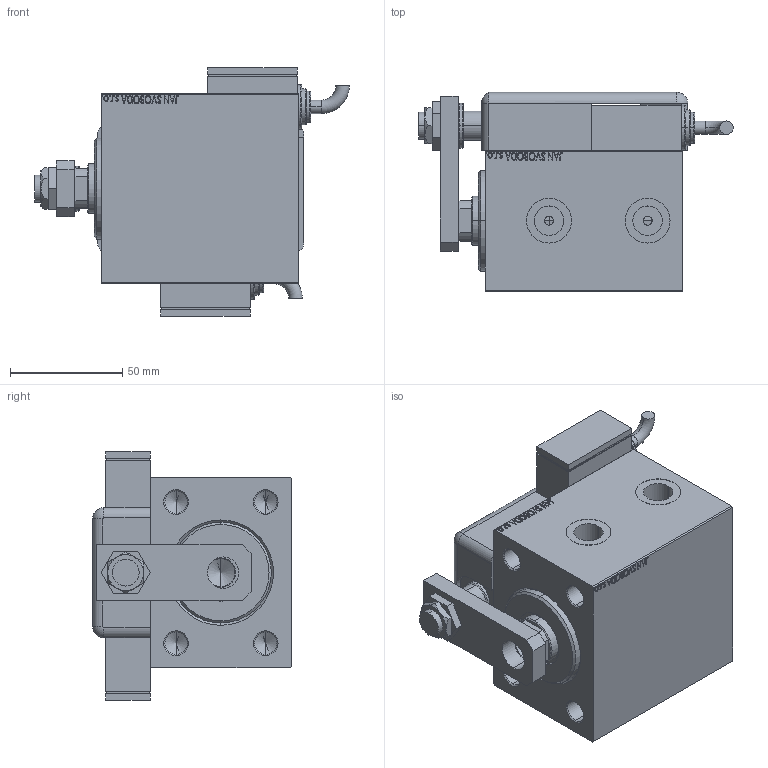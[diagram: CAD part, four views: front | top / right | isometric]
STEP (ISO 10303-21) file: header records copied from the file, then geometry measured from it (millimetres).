
FILE_DESCRIPTION (( 'STEP AP203' ), '1' );
FILE_NAME ('66f8.STEP', '2021-03-18T19:42:03', ( '' ), ( '' ), 'SwSTEP 2.0', 'SolidWorks 2019', '' );
FILE_SCHEMA (( 'CONFIG_CONTROL_DESIGN' ));
Length unit declared in the file: millimetre
Products named in the file (13): SWITCH_Q_FRONT_BACK 2927a331331c9fe836758b11b8bc38fe; TYC 2927a331331c9fe836758b11b8bc38fe; NUT_D19 2927a331331c9fe836758b11b8bc38fe; 66f8; ZARAZKA_Q 2927a331331c9fe836758b11b8bc38fe; KRYT 2927a331331c9fe836758b11b8bc38fe; SWITCH DIM A_G 2927a331331c9fe836758b11b8bc38fe; V450CM_B_VCP 2927a331331c9fe836758b11b8bc38fe; V450CM_VC_B 2927a331331c9fe836758b11b8bc38fe; MAGNETIC SWITCH Q 2927a331331c9fe836758b11b8bc38fe; V450CM_B 2927a331331c9fe836758b11b8bc38fe; NUT_D13 2927a331331c9fe836758b11b8bc38fe; SWITCH Q 2927a331331c9fe836758b11b8bc38fe
Assembly tree (13 placements, depth 3):
  66f8
    V450CM_B 2927a331331c9fe836758b11b8bc38fe
    V450CM_B_VCP 2927a331331c9fe836758b11b8bc38fe
    V450CM_VC_B 2927a331331c9fe836758b11b8bc38fe
    MAGNETIC SWITCH Q 2927a331331c9fe836758b11b8bc38fe
      SWITCH_Q_FRONT_BACK 2927a331331c9fe836758b11b8bc38fe
      TYC 2927a331331c9fe836758b11b8bc38fe
      ZARAZKA_Q 2927a331331c9fe836758b11b8bc38fe
      SWITCH DIM A_G 2927a331331c9fe836758b11b8bc38fe
      NUT_D19 2927a331331c9fe836758b11b8bc38fe
      NUT_D13 2927a331331c9fe836758b11b8bc38fe
      KRYT 2927a331331c9fe836758b11b8bc38fe
      SWITCH Q 2927a331331c9fe836758b11b8bc38fe  x2
Bounding box: 140.46 x 88.8 x 111 mm (x, y, z)
Volume: 567014.5 mm3; surface area: 124057.1 mm2
Topology: 13 solids, 13 shells, 1279 faces, 3246 edges, 2123 vertices
Faces by surface type: plane 611, bspline 471, cylinder 119, cone 54, torus 22, sphere 2
Entity records: 60697 total; most frequent: CARTESIAN_POINT 32442, ORIENTED_EDGE 6264, DIRECTION 4016, EDGE_CURVE 3132, VERTEX_POINT 2063, LINE 1866, VECTOR 1866, EDGE_LOOP 1409
